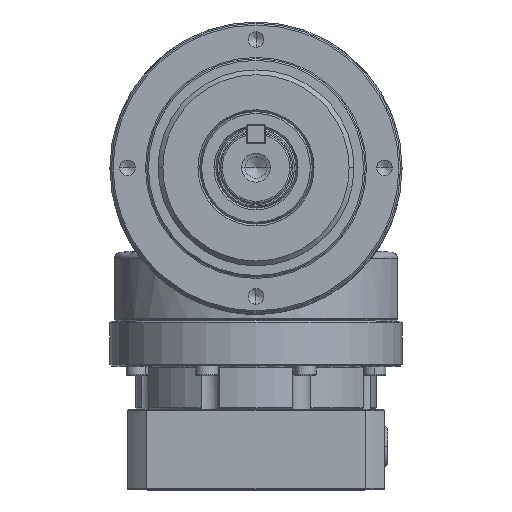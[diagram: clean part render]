
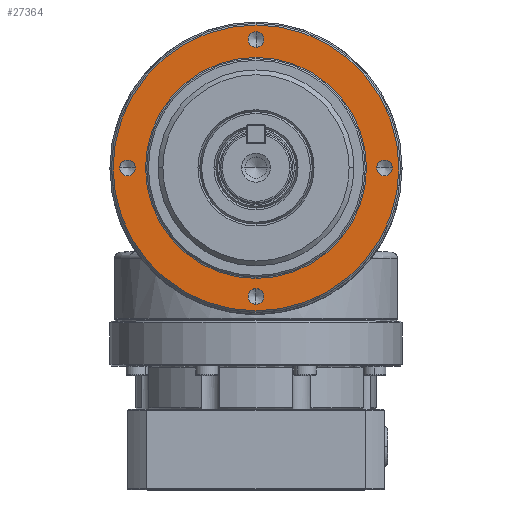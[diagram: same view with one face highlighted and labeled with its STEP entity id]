
A CAD part, top view. The second image highlights one B-rep face of the part: STEP entity #27364.
In plain terms, the highlighted planar face has unit normal (0, 0, 1).
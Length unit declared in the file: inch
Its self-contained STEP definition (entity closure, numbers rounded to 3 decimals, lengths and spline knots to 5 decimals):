
#510 = DIRECTION ( 'NONE',  ( -1., 0., 0. ) ) ;
#549 = CIRCLE ( 'NONE', #18696, 1.75197 ) ;
#565 = CARTESIAN_POINT ( 'NONE',  ( -1.5748, 0., 0. ) ) ;
#666 = DIRECTION ( 'NONE',  ( 0., 0., 1. ) ) ;
#707 = AXIS2_PLACEMENT_3D ( 'NONE', #21508, #8628, #23682 ) ;
#1061 = EDGE_LOOP ( 'NONE', ( #21745, #23868 ) ) ;
#1242 = AXIS2_PLACEMENT_3D ( 'NONE', #19475, #6537, #21607 ) ;
#1595 = CARTESIAN_POINT ( 'NONE',  ( -1.47801, 0., 0. ) ) ;
#1675 = EDGE_CURVE ( 'NONE', #24548, #28065, #8673, .T. ) ;
#1865 = CARTESIAN_POINT ( 'NONE',  ( 1.75197, 0., 0. ) ) ;
#1918 = AXIS2_PLACEMENT_3D ( 'NONE', #18069, #5094, #20240 ) ;
#1975 = CARTESIAN_POINT ( 'NONE',  ( -1.5748, 0., 0. ) ) ;
#2646 = VERTEX_POINT ( 'NONE', #1865 ) ;
#2660 = CARTESIAN_POINT ( 'NONE',  ( 0., 0., 0. ) ) ;
#2759 = DIRECTION ( 'NONE',  ( -1., 0., 0. ) ) ;
#2843 = CIRCLE ( 'NONE', #1242, 0.09679 ) ;
#2967 = ORIENTED_EDGE ( 'NONE', *, *, #20379, .T. ) ;
#3165 = CIRCLE ( 'NONE', #13783, 1.75197 ) ;
#3272 = VERTEX_POINT ( 'NONE', #3869 ) ;
#3574 = CARTESIAN_POINT ( 'NONE',  ( 0., -1.47801, 0. ) ) ;
#3869 = CARTESIAN_POINT ( 'NONE',  ( -1.35433, 0., 0. ) ) ;
#4193 = DIRECTION ( 'NONE',  ( -1., 0., 0. ) ) ;
#4228 = CARTESIAN_POINT ( 'NONE',  ( 0., -1.5748, 0. ) ) ;
#4272 = AXIS2_PLACEMENT_3D ( 'NONE', #565, #15805, #2759 ) ;
#4385 = CARTESIAN_POINT ( 'NONE',  ( -1.67159, 0., 0. ) ) ;
#4864 = DIRECTION ( 'NONE',  ( -1., 0., 0. ) ) ;
#5094 = DIRECTION ( 'NONE',  ( 0., 0., -1. ) ) ;
#5156 = FACE_BOUND ( 'NONE', #6692, .T. ) ;
#5236 = EDGE_CURVE ( 'NONE', #23354, #17797, #7850, .T. ) ;
#5245 = AXIS2_PLACEMENT_3D ( 'NONE', #2660, #26284, #4864 ) ;
#5402 = CARTESIAN_POINT ( 'NONE',  ( 1.47801, 0., 0. ) ) ;
#6145 = EDGE_CURVE ( 'NONE', #14380, #26495, #18279, .T. ) ;
#6264 = AXIS2_PLACEMENT_3D ( 'NONE', #25749, #12915, #27918 ) ;
#6316 = CARTESIAN_POINT ( 'NONE',  ( 0., 0., 0. ) ) ;
#6339 = DIRECTION ( 'NONE',  ( 0., 0., -1. ) ) ;
#6458 = DIRECTION ( 'NONE',  ( 0., -1., 0. ) ) ;
#6494 = ORIENTED_EDGE ( 'NONE', *, *, #20750, .T. ) ;
#6537 = DIRECTION ( 'NONE',  ( 0., 0., -1. ) ) ;
#6692 = EDGE_LOOP ( 'NONE', ( #15730, #12798 ) ) ;
#7147 = VERTEX_POINT ( 'NONE', #24383 ) ;
#7465 = AXIS2_PLACEMENT_3D ( 'NONE', #26414, #13595, #510 ) ;
#7545 = AXIS2_PLACEMENT_3D ( 'NONE', #19301, #6339, #21416 ) ;
#7850 = CIRCLE ( 'NONE', #16255, 0.09679 ) ;
#8519 = DIRECTION ( 'NONE',  ( -1., 0., 0. ) ) ;
#8628 = DIRECTION ( 'NONE',  ( 0., 0., -1. ) ) ;
#8673 = CIRCLE ( 'NONE', #1918, 0.09679 ) ;
#8773 = CARTESIAN_POINT ( 'NONE',  ( 0., 0., 0. ) ) ;
#8863 = ORIENTED_EDGE ( 'NONE', *, *, #5236, .T. ) ;
#8914 = AXIS2_PLACEMENT_3D ( 'NONE', #13741, #666, #15922 ) ;
#10294 = FACE_BOUND ( 'NONE', #1061, .T. ) ;
#10898 = CARTESIAN_POINT ( 'NONE',  ( 1.67159, 0., 0. ) ) ;
#10964 = DIRECTION ( 'NONE',  ( -1., 0., 0. ) ) ;
#10999 = FACE_BOUND ( 'NONE', #26872, .T. ) ;
#11300 = EDGE_LOOP ( 'NONE', ( #11847, #27964 ) ) ;
#11371 = CARTESIAN_POINT ( 'NONE',  ( -1.75197, 0., 0. ) ) ;
#11847 = ORIENTED_EDGE ( 'NONE', *, *, #1675, .T. ) ;
#12798 = ORIENTED_EDGE ( 'NONE', *, *, #19100, .T. ) ;
#12915 = DIRECTION ( 'NONE',  ( 0., 0., -1. ) ) ;
#13034 = CARTESIAN_POINT ( 'NONE',  ( 0., 1.47801, 0. ) ) ;
#13348 = PLANE ( 'NONE',  #5245 ) ;
#13595 = DIRECTION ( 'NONE',  ( 0., 0., 1. ) ) ;
#13735 = EDGE_LOOP ( 'NONE', ( #20622, #25223 ) ) ;
#13741 = CARTESIAN_POINT ( 'NONE',  ( 0., 0., 0. ) ) ;
#13783 = AXIS2_PLACEMENT_3D ( 'NONE', #8773, #23816, #10964 ) ;
#13875 = EDGE_CURVE ( 'NONE', #26255, #7147, #24184, .T. ) ;
#14380 = VERTEX_POINT ( 'NONE', #27783 ) ;
#15730 = ORIENTED_EDGE ( 'NONE', *, *, #6145, .T. ) ;
#15805 = DIRECTION ( 'NONE',  ( 0., 0., -1. ) ) ;
#15922 = DIRECTION ( 'NONE',  ( -1., 0., 0. ) ) ;
#16036 = FACE_BOUND ( 'NONE', #11300, .T. ) ;
#16255 = AXIS2_PLACEMENT_3D ( 'NONE', #1975, #17214, #4193 ) ;
#16696 = CIRCLE ( 'NONE', #7545, 0.09679 ) ;
#17214 = DIRECTION ( 'NONE',  ( 0., 0., -1. ) ) ;
#17221 = VERTEX_POINT ( 'NONE', #23488 ) ;
#17796 = EDGE_LOOP ( 'NONE', ( #6494, #21776 ) ) ;
#17797 = VERTEX_POINT ( 'NONE', #4385 ) ;
#18069 = CARTESIAN_POINT ( 'NONE',  ( 1.5748, 0., 0. ) ) ;
#18279 = CIRCLE ( 'NONE', #22569, 0.09679 ) ;
#18696 = AXIS2_PLACEMENT_3D ( 'NONE', #6316, #21397, #8519 ) ;
#19100 = EDGE_CURVE ( 'NONE', #26495, #14380, #27110, .T. ) ;
#19301 = CARTESIAN_POINT ( 'NONE',  ( 0., 1.5748, 0. ) ) ;
#19374 = CIRCLE ( 'NONE', #4272, 0.09679 ) ;
#19412 = DIRECTION ( 'NONE',  ( 0., 0., -1. ) ) ;
#19475 = CARTESIAN_POINT ( 'NONE',  ( 1.5748, 0., 0. ) ) ;
#20240 = DIRECTION ( 'NONE',  ( 1., 0., 0. ) ) ;
#20276 = CIRCLE ( 'NONE', #7465, 1.35433 ) ;
#20379 = EDGE_CURVE ( 'NONE', #17797, #23354, #19374, .T. ) ;
#20622 = ORIENTED_EDGE ( 'NONE', *, *, #27687, .F. ) ;
#20750 = EDGE_CURVE ( 'NONE', #7147, #26255, #16696, .T. ) ;
#21397 = DIRECTION ( 'NONE',  ( 0., 0., -1. ) ) ;
#21416 = DIRECTION ( 'NONE',  ( 0., 1., 0. ) ) ;
#21508 = CARTESIAN_POINT ( 'NONE',  ( 0., -1.5748, 0. ) ) ;
#21607 = DIRECTION ( 'NONE',  ( 1., 0., 0. ) ) ;
#21736 = FACE_BOUND ( 'NONE', #17796, .T. ) ;
#21745 = ORIENTED_EDGE ( 'NONE', *, *, #26832, .F. ) ;
#21776 = ORIENTED_EDGE ( 'NONE', *, *, #13875, .T. ) ;
#22495 = EDGE_CURVE ( 'NONE', #17221, #3272, #20276, .T. ) ;
#22569 = AXIS2_PLACEMENT_3D ( 'NONE', #4228, #19412, #6458 ) ;
#23134 = CIRCLE ( 'NONE', #8914, 1.35433 ) ;
#23354 = VERTEX_POINT ( 'NONE', #1595 ) ;
#23459 = EDGE_CURVE ( 'NONE', #28065, #24548, #2843, .T. ) ;
#23488 = CARTESIAN_POINT ( 'NONE',  ( 1.35433, 0., 0. ) ) ;
#23682 = DIRECTION ( 'NONE',  ( 0., -1., 0. ) ) ;
#23816 = DIRECTION ( 'NONE',  ( 0., 0., -1. ) ) ;
#23868 = ORIENTED_EDGE ( 'NONE', *, *, #22495, .F. ) ;
#24184 = CIRCLE ( 'NONE', #6264, 0.09679 ) ;
#24383 = CARTESIAN_POINT ( 'NONE',  ( 0., 1.67159, 0. ) ) ;
#24548 = VERTEX_POINT ( 'NONE', #10898 ) ;
#25223 = ORIENTED_EDGE ( 'NONE', *, *, #26661, .F. ) ;
#25630 = VERTEX_POINT ( 'NONE', #11371 ) ;
#25749 = CARTESIAN_POINT ( 'NONE',  ( 0., 1.5748, 0. ) ) ;
#26255 = VERTEX_POINT ( 'NONE', #13034 ) ;
#26284 = DIRECTION ( 'NONE',  ( 0., 0., -1. ) ) ;
#26414 = CARTESIAN_POINT ( 'NONE',  ( 0., 0., 0. ) ) ;
#26495 = VERTEX_POINT ( 'NONE', #3574 ) ;
#26661 = EDGE_CURVE ( 'NONE', #2646, #25630, #3165, .T. ) ;
#26832 = EDGE_CURVE ( 'NONE', #3272, #17221, #23134, .T. ) ;
#26872 = EDGE_LOOP ( 'NONE', ( #2967, #8863 ) ) ;
#27110 = CIRCLE ( 'NONE', #707, 0.09679 ) ;
#27364 = ADVANCED_FACE ( 'NONE', ( #27421, #5156, #10999, #21736, #16036, #10294 ), #13348, .F. ) ;
#27421 = FACE_OUTER_BOUND ( 'NONE', #13735, .T. ) ;
#27687 = EDGE_CURVE ( 'NONE', #25630, #2646, #549, .T. ) ;
#27783 = CARTESIAN_POINT ( 'NONE',  ( 0., -1.67159, 0. ) ) ;
#27918 = DIRECTION ( 'NONE',  ( 0., 1., 0. ) ) ;
#27964 = ORIENTED_EDGE ( 'NONE', *, *, #23459, .T. ) ;
#28065 = VERTEX_POINT ( 'NONE', #5402 ) ;
